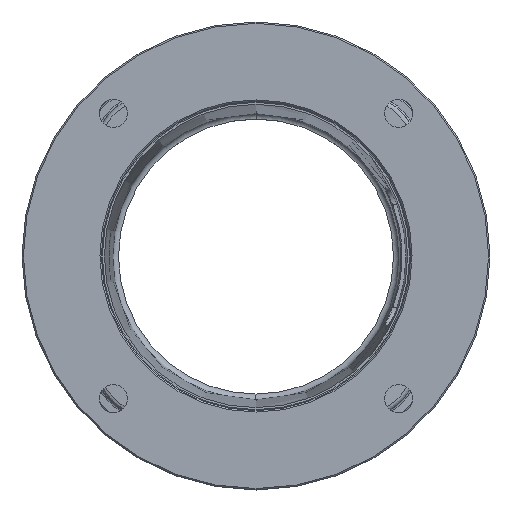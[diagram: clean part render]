
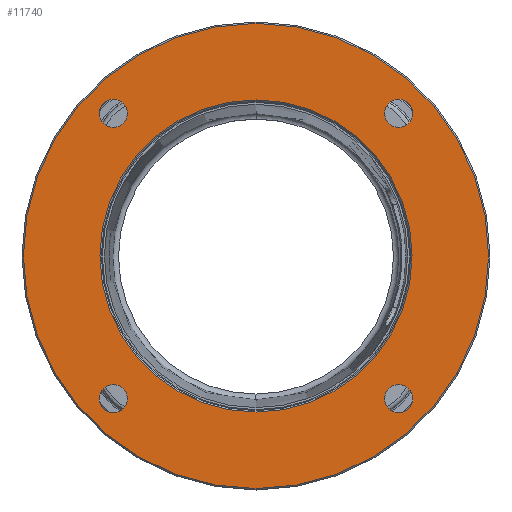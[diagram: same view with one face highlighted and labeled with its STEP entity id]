
A CAD part, top view. The second image highlights one B-rep face of the part: STEP entity #11740.
In plain terms, the highlighted planar face has unit normal (0, 0, 1).
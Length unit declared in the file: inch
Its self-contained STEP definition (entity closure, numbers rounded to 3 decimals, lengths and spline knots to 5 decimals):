
#12=CARTESIAN_POINT('',(0.,0.,-0.06));
#13=DIRECTION('',(0.,0.,1.));
#14=DIRECTION('',(0.,1.,0.));
#15=AXIS2_PLACEMENT_3D('',#12,#13,#14);
#21=CARTESIAN_POINT('',(0.,0.,-0.06));
#22=DIRECTION('',(0.,0.,-1.));
#23=DIRECTION('',(0.,1.,0.));
#24=AXIS2_PLACEMENT_3D('',#21,#22,#23);
#563=CARTESIAN_POINT('',(-2.07713,2.07713,-0.06));
#564=DIRECTION('',(0.,0.,-1.));
#565=DIRECTION('',(-0.707,0.707,0.));
#566=AXIS2_PLACEMENT_3D('',#563,#564,#565);
#568=CARTESIAN_POINT('',(-2.07713,2.07713,-0.06));
#569=DIRECTION('',(0.,0.,-1.));
#570=DIRECTION('',(0.707,-0.707,0.));
#571=AXIS2_PLACEMENT_3D('',#568,#569,#570);
#573=CARTESIAN_POINT('',(-2.07713,-2.07713,-0.06));
#574=DIRECTION('',(0.,0.,-1.));
#575=DIRECTION('',(-0.707,-0.707,0.));
#576=AXIS2_PLACEMENT_3D('',#573,#574,#575);
#578=CARTESIAN_POINT('',(-2.07713,-2.07713,-0.06));
#579=DIRECTION('',(0.,0.,-1.));
#580=DIRECTION('',(0.707,0.707,0.));
#581=AXIS2_PLACEMENT_3D('',#578,#579,#580);
#583=CARTESIAN_POINT('',(2.07713,-2.07713,-0.06));
#584=DIRECTION('',(0.,0.,-1.));
#585=DIRECTION('',(0.707,-0.707,0.));
#586=AXIS2_PLACEMENT_3D('',#583,#584,#585);
#588=CARTESIAN_POINT('',(2.07713,-2.07713,-0.06));
#589=DIRECTION('',(0.,0.,-1.));
#590=DIRECTION('',(-0.707,0.707,0.));
#591=AXIS2_PLACEMENT_3D('',#588,#589,#590);
#593=CARTESIAN_POINT('',(2.07713,2.07713,-0.06));
#594=DIRECTION('',(0.,0.,-1.));
#595=DIRECTION('',(0.707,0.707,0.));
#596=AXIS2_PLACEMENT_3D('',#593,#594,#595);
#598=CARTESIAN_POINT('',(2.07713,2.07713,-0.06));
#599=DIRECTION('',(0.,0.,-1.));
#600=DIRECTION('',(-0.707,-0.707,0.));
#601=AXIS2_PLACEMENT_3D('',#598,#599,#600);
#603=CARTESIAN_POINT('',(0.,0.,-0.06));
#604=DIRECTION('',(0.,0.,1.));
#605=DIRECTION('',(0.,1.,0.));
#606=AXIS2_PLACEMENT_3D('',#603,#604,#605);
#608=CARTESIAN_POINT('',(0.,0.,-0.06));
#609=DIRECTION('',(0.,0.,1.));
#610=DIRECTION('',(0.,-1.,0.));
#611=AXIS2_PLACEMENT_3D('',#608,#609,#610);
#10599=CARTESIAN_POINT('',(0.,3.385,-0.06));
#10600=CARTESIAN_POINT('',(0.,-3.385,-0.06));
#10601=VERTEX_POINT('',#10599);
#10602=VERTEX_POINT('',#10600);
#10627=CARTESIAN_POINT('',(-2.22208,2.22208,-0.06));
#10628=CARTESIAN_POINT('',(-1.93217,1.93217,-0.06));
#10629=VERTEX_POINT('',#10627);
#10630=VERTEX_POINT('',#10628);
#10647=CARTESIAN_POINT('',(-2.22208,-2.22208,-0.06));
#10648=CARTESIAN_POINT('',(-1.93217,-1.93217,-0.06));
#10649=VERTEX_POINT('',#10647);
#10650=VERTEX_POINT('',#10648);
#10655=CARTESIAN_POINT('',(2.22208,-2.22208,-0.06));
#10656=CARTESIAN_POINT('',(1.93217,-1.93217,-0.06));
#10657=VERTEX_POINT('',#10655);
#10658=VERTEX_POINT('',#10656);
#10663=CARTESIAN_POINT('',(2.22208,2.22208,-0.06));
#10664=CARTESIAN_POINT('',(1.93217,1.93217,-0.06));
#10665=VERTEX_POINT('',#10663);
#10666=VERTEX_POINT('',#10664);
#10687=CARTESIAN_POINT('',(0.,2.271,-0.06));
#10688=CARTESIAN_POINT('',(0.,-2.271,-0.06));
#10689=VERTEX_POINT('',#10687);
#10690=VERTEX_POINT('',#10688);
#11702=CARTESIAN_POINT('',(0.,0.,-0.06));
#11703=DIRECTION('',(0.,0.,1.));
#11704=DIRECTION('',(0.,1.,0.));
#11705=AXIS2_PLACEMENT_3D('',#11702,#11703,#11704);
#11706=PLANE('',#11705);
#11707=ORIENTED_EDGE('',*,*,#10866,.T.);
#11708=ORIENTED_EDGE('',*,*,#10851,.F.);
#11709=EDGE_LOOP('',(#11707,#11708));
#11710=FACE_OUTER_BOUND('',#11709,.F.);
#11712=ORIENTED_EDGE('',*,*,#11711,.F.);
#11714=ORIENTED_EDGE('',*,*,#11713,.F.);
#11715=EDGE_LOOP('',(#11712,#11714));
#11716=FACE_BOUND('',#11715,.F.);
#11718=ORIENTED_EDGE('',*,*,#11717,.F.);
#11720=ORIENTED_EDGE('',*,*,#11719,.F.);
#11721=EDGE_LOOP('',(#11718,#11720));
#11722=FACE_BOUND('',#11721,.F.);
#11724=ORIENTED_EDGE('',*,*,#11723,.F.);
#11726=ORIENTED_EDGE('',*,*,#11725,.F.);
#11727=EDGE_LOOP('',(#11724,#11726));
#11728=FACE_BOUND('',#11727,.F.);
#11730=ORIENTED_EDGE('',*,*,#11729,.F.);
#11732=ORIENTED_EDGE('',*,*,#11731,.F.);
#11733=EDGE_LOOP('',(#11730,#11732));
#11734=FACE_BOUND('',#11733,.F.);
#11736=ORIENTED_EDGE('',*,*,#11735,.T.);
#11737=ORIENTED_EDGE('',*,*,#11692,.T.);
#11738=EDGE_LOOP('',(#11736,#11737));
#11739=FACE_BOUND('',#11738,.F.);
#11740=ADVANCED_FACE('',(#11710,#11716,#11722,#11728,#11734,#11739),#11706,.T.);
#16=CIRCLE('',#15,3.385);
#25=CIRCLE('',#24,3.385);
#567=CIRCLE('',#566,0.205);
#572=CIRCLE('',#571,0.205);
#577=CIRCLE('',#576,0.205);
#582=CIRCLE('',#581,0.205);
#587=CIRCLE('',#586,0.205);
#592=CIRCLE('',#591,0.205);
#597=CIRCLE('',#596,0.205);
#602=CIRCLE('',#601,0.205);
#607=CIRCLE('',#606,2.271);
#612=CIRCLE('',#611,2.271);
#10851=EDGE_CURVE('',#10601,#10602,#16,.T.);
#10866=EDGE_CURVE('',#10601,#10602,#25,.T.);
#11692=EDGE_CURVE('',#10690,#10689,#612,.T.);
#11711=EDGE_CURVE('',#10629,#10630,#567,.T.);
#11713=EDGE_CURVE('',#10630,#10629,#572,.T.);
#11717=EDGE_CURVE('',#10649,#10650,#577,.T.);
#11719=EDGE_CURVE('',#10650,#10649,#582,.T.);
#11723=EDGE_CURVE('',#10657,#10658,#587,.T.);
#11725=EDGE_CURVE('',#10658,#10657,#592,.T.);
#11729=EDGE_CURVE('',#10665,#10666,#597,.T.);
#11731=EDGE_CURVE('',#10666,#10665,#602,.T.);
#11735=EDGE_CURVE('',#10689,#10690,#607,.T.);
